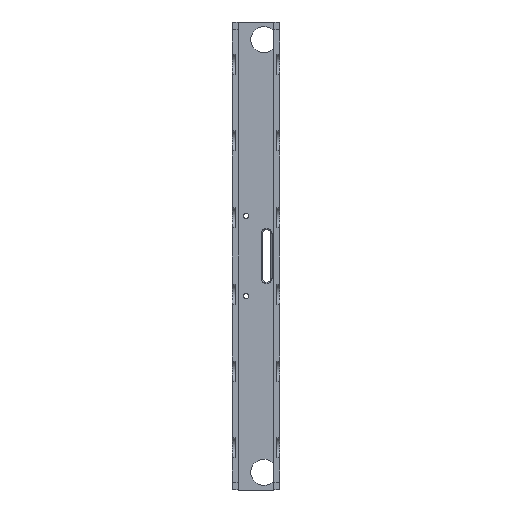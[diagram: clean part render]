
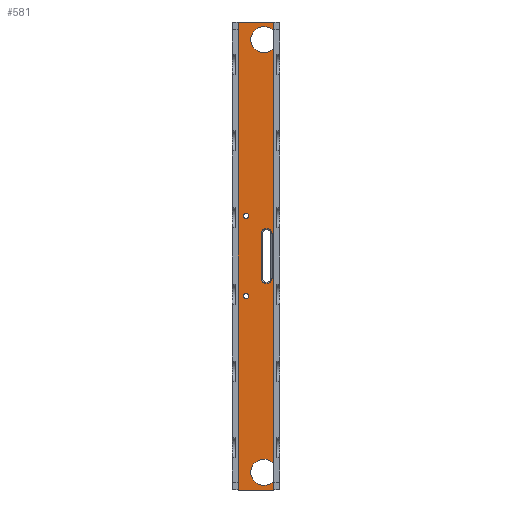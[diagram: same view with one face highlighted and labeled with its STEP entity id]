
A CAD part, front view. The second image highlights one B-rep face of the part: STEP entity #581.
In plain terms, the highlighted planar face has unit normal (0, -1, 0).
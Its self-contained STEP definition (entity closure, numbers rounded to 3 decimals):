
#581=ADVANCED_FACE('',(#910,#911,#912,#913),#821,.F.);
#821=PLANE('',#4230);
#910=FACE_BOUND('',#992,.T.);
#911=FACE_BOUND('',#993,.T.);
#912=FACE_BOUND('',#994,.T.);
#913=FACE_BOUND('',#995,.T.);
#992=EDGE_LOOP('',(#1484,#1485,#1486,#1487,#1488,#1489,#1490,#1491));
#993=EDGE_LOOP('',(#1492,#1493,#1494,#1495,#1496,#1497,#1498,#1499));
#994=EDGE_LOOP('',(#1500));
#995=EDGE_LOOP('',(#1501));
#1282=CIRCLE('',#4222,2.6);
#1283=CIRCLE('',#4223,2.6);
#1284=CIRCLE('',#4224,2.6);
#1285=CIRCLE('',#4225,2.6);
#1286=CIRCLE('',#4226,7.5);
#1287=CIRCLE('',#4227,7.5);
#1288=CIRCLE('',#4228,1.5);
#1289=CIRCLE('',#4229,1.5);
#1484=ORIENTED_EDGE('',*,*,#3066,.T.);
#1485=ORIENTED_EDGE('',*,*,#3067,.T.);
#1486=ORIENTED_EDGE('',*,*,#3068,.T.);
#1487=ORIENTED_EDGE('',*,*,#3069,.T.);
#1488=ORIENTED_EDGE('',*,*,#3070,.T.);
#1489=ORIENTED_EDGE('',*,*,#3071,.T.);
#1490=ORIENTED_EDGE('',*,*,#3072,.T.);
#1491=ORIENTED_EDGE('',*,*,#3073,.T.);
#1492=ORIENTED_EDGE('',*,*,#3074,.T.);
#1493=ORIENTED_EDGE('',*,*,#3075,.F.);
#1494=ORIENTED_EDGE('',*,*,#3076,.F.);
#1495=ORIENTED_EDGE('',*,*,#3077,.F.);
#1496=ORIENTED_EDGE('',*,*,#3078,.T.);
#1497=ORIENTED_EDGE('',*,*,#3079,.T.);
#1498=ORIENTED_EDGE('',*,*,#3080,.T.);
#1499=ORIENTED_EDGE('',*,*,#3081,.F.);
#1500=ORIENTED_EDGE('',*,*,#3082,.T.);
#1501=ORIENTED_EDGE('',*,*,#3083,.F.);
#2688=VERTEX_POINT('',#5850);
#2689=VERTEX_POINT('',#5851);
#2690=VERTEX_POINT('',#5853);
#2691=VERTEX_POINT('',#5855);
#2692=VERTEX_POINT('',#5857);
#2693=VERTEX_POINT('',#5859);
#2694=VERTEX_POINT('',#5861);
#2695=VERTEX_POINT('',#5863);
#2696=VERTEX_POINT('',#5866);
#2697=VERTEX_POINT('',#5867);
#2698=VERTEX_POINT('',#5869);
#2699=VERTEX_POINT('',#5871);
#2700=VERTEX_POINT('',#5873);
#2701=VERTEX_POINT('',#5875);
#2702=VERTEX_POINT('',#5877);
#2703=VERTEX_POINT('',#5879);
#2704=VERTEX_POINT('',#5882);
#2705=VERTEX_POINT('',#5884);
#3066=EDGE_CURVE('',#2688,#2689,#1282,.T.);
#3067=EDGE_CURVE('',#2689,#2690,#3662,.T.);
#3068=EDGE_CURVE('',#2690,#2691,#1283,.T.);
#3069=EDGE_CURVE('',#2691,#2692,#3663,.T.);
#3070=EDGE_CURVE('',#2692,#2693,#1284,.T.);
#3071=EDGE_CURVE('',#2693,#2694,#3664,.T.);
#3072=EDGE_CURVE('',#2694,#2695,#1285,.T.);
#3073=EDGE_CURVE('',#2695,#2688,#3665,.T.);
#3074=EDGE_CURVE('',#2696,#2697,#1286,.T.);
#3075=EDGE_CURVE('',#2698,#2697,#3666,.T.);
#3076=EDGE_CURVE('',#2699,#2698,#1287,.T.);
#3077=EDGE_CURVE('',#2700,#2699,#3667,.T.);
#3078=EDGE_CURVE('',#2700,#2701,#3668,.T.);
#3079=EDGE_CURVE('',#2701,#2702,#3669,.T.);
#3080=EDGE_CURVE('',#2702,#2703,#3670,.T.);
#3081=EDGE_CURVE('',#2696,#2703,#3671,.T.);
#3082=EDGE_CURVE('',#2704,#2704,#1288,.T.);
#3083=EDGE_CURVE('',#2705,#2705,#1289,.T.);
#3662=LINE('',#5852,#3946);
#3663=LINE('',#5856,#3947);
#3664=LINE('',#5860,#3948);
#3665=LINE('',#5864,#3949);
#3666=LINE('',#5868,#3950);
#3667=LINE('',#5872,#3951);
#3668=LINE('',#5874,#3952);
#3669=LINE('',#5876,#3953);
#3670=LINE('',#5878,#3954);
#3671=LINE('',#5880,#3955);
#3946=VECTOR('',#4683,1.);
#3947=VECTOR('',#4686,1.);
#3948=VECTOR('',#4689,1.);
#3949=VECTOR('',#4692,1.);
#3950=VECTOR('',#4695,1.);
#3951=VECTOR('',#4698,1.);
#3952=VECTOR('',#4699,1.);
#3953=VECTOR('',#4700,1.);
#3954=VECTOR('',#4701,1.);
#3955=VECTOR('',#4702,1.);
#4222=AXIS2_PLACEMENT_3D('',#5849,#4681,#4682);
#4223=AXIS2_PLACEMENT_3D('',#5854,#4684,#4685);
#4224=AXIS2_PLACEMENT_3D('',#5858,#4687,#4688);
#4225=AXIS2_PLACEMENT_3D('',#5862,#4690,#4691);
#4226=AXIS2_PLACEMENT_3D('',#5865,#4693,#4694);
#4227=AXIS2_PLACEMENT_3D('',#5870,#4696,#4697);
#4228=AXIS2_PLACEMENT_3D('',#5881,#4703,#4704);
#4229=AXIS2_PLACEMENT_3D('',#5883,#4705,#4706);
#4230=AXIS2_PLACEMENT_3D('',#5885,#4707,#4708);
#4681=DIRECTION('',(0.,1.,0.));
#4682=DIRECTION('',(0.,0.,1.));
#4683=DIRECTION('',(0.,0.,-1.));
#4684=DIRECTION('',(0.,1.,0.));
#4685=DIRECTION('',(0.,0.,1.));
#4686=DIRECTION('',(-1.,0.,0.));
#4687=DIRECTION('',(0.,1.,0.));
#4688=DIRECTION('',(0.,0.,1.));
#4689=DIRECTION('',(0.,0.,1.));
#4690=DIRECTION('',(0.,1.,0.));
#4691=DIRECTION('',(0.,0.,1.));
#4692=DIRECTION('',(1.,0.,0.));
#4693=DIRECTION('',(0.,1.,0.));
#4694=DIRECTION('',(0.,0.,1.));
#4695=DIRECTION('',(0.,0.,-1.));
#4696=DIRECTION('',(0.,-1.,0.));
#4697=DIRECTION('',(0.,0.,-1.));
#4698=DIRECTION('',(0.,0.,-1.));
#4699=DIRECTION('',(-1.,0.,0.));
#4700=DIRECTION('',(0.,0.,-1.));
#4701=DIRECTION('',(1.,0.,0.));
#4702=DIRECTION('',(0.,0.,-1.));
#4703=DIRECTION('',(0.,1.,0.));
#4704=DIRECTION('',(0.,0.,1.));
#4705=DIRECTION('',(0.,-1.,0.));
#4706=DIRECTION('',(0.,0.,-1.));
#4707=DIRECTION('',(0.,1.,0.));
#4708=DIRECTION('',(0.,0.,1.));
#5849=CARTESIAN_POINT('',(20.2,21.3,147.2));
#5850=CARTESIAN_POINT('',(20.2,21.3,149.8));
#5851=CARTESIAN_POINT('',(22.8,21.3,147.2));
#5852=CARTESIAN_POINT('',(22.8,21.3,-2388.76));
#5853=CARTESIAN_POINT('',(22.8,21.3,121.2));
#5854=CARTESIAN_POINT('',(20.2,21.3,121.2));
#5855=CARTESIAN_POINT('',(20.2,21.3,118.6));
#5856=CARTESIAN_POINT('',(23.8,21.3,118.6));
#5857=CARTESIAN_POINT('',(19.2,21.3,118.6));
#5858=CARTESIAN_POINT('',(19.2,21.3,121.2));
#5859=CARTESIAN_POINT('',(16.6,21.3,121.2));
#5860=CARTESIAN_POINT('',(16.6,21.3,-2388.76));
#5861=CARTESIAN_POINT('',(16.6,21.3,147.2));
#5862=CARTESIAN_POINT('',(19.2,21.3,147.2));
#5863=CARTESIAN_POINT('',(19.2,21.3,149.8));
#5864=CARTESIAN_POINT('',(23.8,21.3,149.8));
#5865=CARTESIAN_POINT('',(18.1,21.3,10.1));
#5866=CARTESIAN_POINT('',(23.8,21.3,5.226));
#5867=CARTESIAN_POINT('',(23.8,21.3,14.974));
#5868=CARTESIAN_POINT('',(23.8,21.3,-2388.76));
#5869=CARTESIAN_POINT('',(23.8,21.3,253.426));
#5870=CARTESIAN_POINT('',(18.1,21.3,258.3));
#5871=CARTESIAN_POINT('',(23.8,21.3,263.174));
#5872=CARTESIAN_POINT('',(23.8,21.3,-2388.76));
#5873=CARTESIAN_POINT('',(23.8,21.3,268.4));
#5874=CARTESIAN_POINT('',(23.8,21.3,268.4));
#5875=CARTESIAN_POINT('',(3.4,21.3,268.4));
#5876=CARTESIAN_POINT('',(3.4,21.3,-2388.76));
#5877=CARTESIAN_POINT('',(3.4,21.3,0.));
#5878=CARTESIAN_POINT('',(23.8,21.3,0.));
#5879=CARTESIAN_POINT('',(23.8,21.3,0.));
#5880=CARTESIAN_POINT('',(23.8,21.3,-2388.76));
#5881=CARTESIAN_POINT('',(8.,21.3,111.2));
#5882=CARTESIAN_POINT('',(8.,21.3,112.7));
#5883=CARTESIAN_POINT('',(8.,21.3,157.2));
#5884=CARTESIAN_POINT('',(8.,21.3,155.7));
#5885=CARTESIAN_POINT('',(23.8,21.3,-2388.76));
